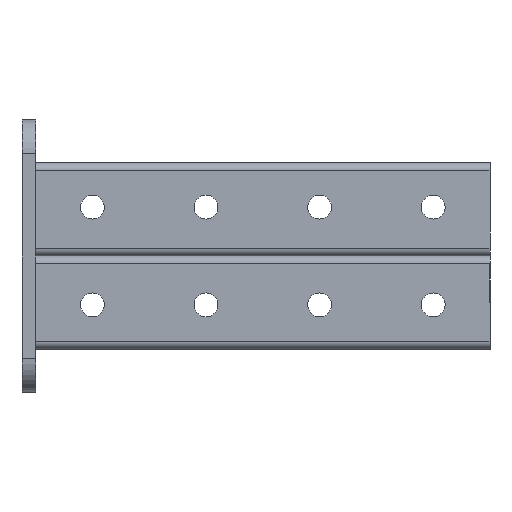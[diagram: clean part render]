
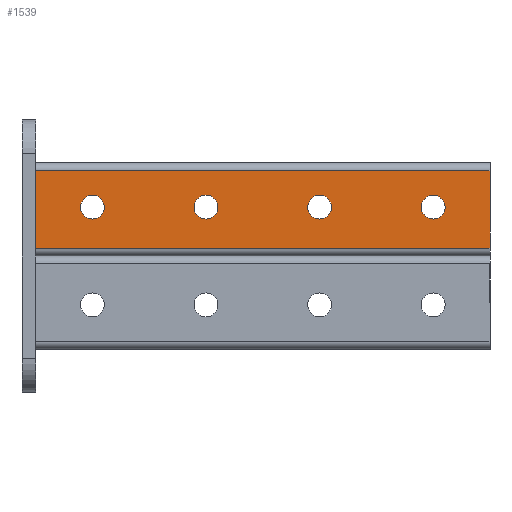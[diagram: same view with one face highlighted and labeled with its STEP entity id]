
A CAD part, left-side view. The second image highlights one B-rep face of the part: STEP entity #1539.
In plain terms, the highlighted planar face has unit normal (-1, 0, 0).
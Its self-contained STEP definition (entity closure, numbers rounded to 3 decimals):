
#148 = DIRECTION ( 'NONE',  ( 1., 0., 0. ) ) ;
#150 = DIRECTION ( 'NONE',  ( 0., -1., 0. ) ) ;
#154 = CARTESIAN_POINT ( 'NONE',  ( -20.5, -75., 21.5 ) ) ;
#198 = DIRECTION ( 'NONE',  ( 0., 1., 0. ) ) ;
#215 = DIRECTION ( 'NONE',  ( 0., 0., -1. ) ) ;
#260 = CARTESIAN_POINT ( 'NONE',  ( -20.5, -1500., 3.5 ) ) ;
#278 = CARTESIAN_POINT ( 'NONE',  ( -20.5, 75., 21.5 ) ) ;
#280 = DIRECTION ( 'NONE',  ( 1., 0., 0. ) ) ;
#281 = DIRECTION ( 'NONE',  ( 0., -1., 0. ) ) ;
#294 = CARTESIAN_POINT ( 'NONE',  ( -20.5, -100., -41. ) ) ;
#350 = CARTESIAN_POINT ( 'NONE',  ( -20.5, -100., 37.5 ) ) ;
#441 = CARTESIAN_POINT ( 'NONE',  ( -20.5, -100., 3.5 ) ) ;
#445 = CARTESIAN_POINT ( 'NONE',  ( -20.5, 100., 37.5 ) ) ;
#446 = CARTESIAN_POINT ( 'NONE',  ( -20.5, 100., 3.5 ) ) ;
#561 = DIRECTION ( 'NONE',  ( 0., 0., 1. ) ) ;
#568 = CARTESIAN_POINT ( 'NONE',  ( -20.5, 100., -41. ) ) ;
#583 = DIRECTION ( 'NONE',  ( 0., 1., 0. ) ) ;
#592 = CARTESIAN_POINT ( 'NONE',  ( -20.5, -1500., 37.5 ) ) ;
#759 = ORIENTED_EDGE ( 'NONE', *, *, #2108, .T. ) ;
#832 = ORIENTED_EDGE ( 'NONE', *, *, #1970, .T. ) ;
#928 = VERTEX_POINT ( 'NONE', #441 ) ;
#929 = VERTEX_POINT ( 'NONE', #446 ) ;
#1074 = VERTEX_POINT ( 'NONE', #445 ) ;
#1085 = VERTEX_POINT ( 'NONE', #350 ) ;
#1322 = FACE_BOUND ( 'NONE', #3240, .T. ) ;
#1324 = FACE_OUTER_BOUND ( 'NONE', #3242, .T. ) ;
#1326 = FACE_BOUND ( 'NONE', #4157, .T. ) ;
#1327 = FACE_BOUND ( 'NONE', #3228, .T. ) ;
#1328 = FACE_BOUND ( 'NONE', #3238, .T. ) ;
#1514 = CIRCLE ( 'NONE', #1866, 5.25 ) ;
#1539 = ADVANCED_FACE ( 'NONE', ( #1327, #1326, #1328, #1322, #1324 ), #2482, .F. ) ;
#1663 = EDGE_CURVE ( 'NONE', #2661, #2661, #1514, .T. ) ;
#1717 = AXIS2_PLACEMENT_3D ( 'NONE', #3017, #3016, #3015 ) ;
#1759 = AXIS2_PLACEMENT_3D ( 'NONE', #278, #280, #281 ) ;
#1866 = AXIS2_PLACEMENT_3D ( 'NONE', #154, #148, #150 ) ;
#1910 = AXIS2_PLACEMENT_3D ( 'NONE', #2496, #2408, #2506 ) ;
#1925 = AXIS2_PLACEMENT_3D ( 'NONE', #2841, #2756, #2878 ) ;
#1970 = EDGE_CURVE ( 'NONE', #2649, #2649, #3941, .T. ) ;
#2016 = EDGE_CURVE ( 'NONE', #2647, #2647, #3934, .T. ) ;
#2098 = EDGE_CURVE ( 'NONE', #928, #929, #3194, .T. ) ;
#2108 = EDGE_CURVE ( 'NONE', #2279, #2279, #3177, .T. ) ;
#2111 = EDGE_CURVE ( 'NONE', #1085, #928, #3170, .T. ) ;
#2165 = EDGE_CURVE ( 'NONE', #1085, #1074, #2910, .T. ) ;
#2167 = EDGE_CURVE ( 'NONE', #929, #1074, #2906, .T. ) ;
#2279 = VERTEX_POINT ( 'NONE', #2306 ) ;
#2306 = CARTESIAN_POINT ( 'NONE',  ( -20.5, 69.75, 21.5 ) ) ;
#2329 = CARTESIAN_POINT ( 'NONE',  ( -20.5, 19.75, 21.5 ) ) ;
#2342 = CARTESIAN_POINT ( 'NONE',  ( -20.5, -30.25, 21.5 ) ) ;
#2381 = CARTESIAN_POINT ( 'NONE',  ( -20.5, -80.25, 21.5 ) ) ;
#2408 = DIRECTION ( 'NONE',  ( 1., 0., 0. ) ) ;
#2482 = PLANE ( 'NONE',  #1910 ) ;
#2496 = CARTESIAN_POINT ( 'NONE',  ( -20.5, -1500., 37.5 ) ) ;
#2506 = DIRECTION ( 'NONE',  ( 0., 0., -1. ) ) ;
#2647 = VERTEX_POINT ( 'NONE', #2329 ) ;
#2649 = VERTEX_POINT ( 'NONE', #2342 ) ;
#2661 = VERTEX_POINT ( 'NONE', #2381 ) ;
#2756 = DIRECTION ( 'NONE',  ( 1., 0., 0. ) ) ;
#2841 = CARTESIAN_POINT ( 'NONE',  ( -20.5, 25., 21.5 ) ) ;
#2878 = DIRECTION ( 'NONE',  ( 0., -1., 0. ) ) ;
#2903 = VECTOR ( 'NONE', #561, 1000. ) ;
#2906 = LINE ( 'NONE', #568, #2903 ) ;
#2907 = VECTOR ( 'NONE', #583, 1000. ) ;
#2910 = LINE ( 'NONE', #592, #2907 ) ;
#3015 = DIRECTION ( 'NONE',  ( 0., -1., 0. ) ) ;
#3016 = DIRECTION ( 'NONE',  ( 1., 0., 0. ) ) ;
#3017 = CARTESIAN_POINT ( 'NONE',  ( -20.5, -25., 21.5 ) ) ;
#3168 = VECTOR ( 'NONE', #215, 1000. ) ;
#3170 = LINE ( 'NONE', #294, #3168 ) ;
#3177 = CIRCLE ( 'NONE', #1759, 5.25 ) ;
#3193 = VECTOR ( 'NONE', #198, 1000. ) ;
#3194 = LINE ( 'NONE', #260, #3193 ) ;
#3228 = EDGE_LOOP ( 'NONE', ( #832 ) ) ;
#3238 = EDGE_LOOP ( 'NONE', ( #4146 ) ) ;
#3240 = EDGE_LOOP ( 'NONE', ( #4125 ) ) ;
#3242 = EDGE_LOOP ( 'NONE', ( #4124, #4123, #4122, #4121 ) ) ;
#3934 = CIRCLE ( 'NONE', #1925, 5.25 ) ;
#3941 = CIRCLE ( 'NONE', #1717, 5.25 ) ;
#4121 = ORIENTED_EDGE ( 'NONE', *, *, #2165, .T. ) ;
#4122 = ORIENTED_EDGE ( 'NONE', *, *, #2111, .F. ) ;
#4123 = ORIENTED_EDGE ( 'NONE', *, *, #2098, .F. ) ;
#4124 = ORIENTED_EDGE ( 'NONE', *, *, #2167, .F. ) ;
#4125 = ORIENTED_EDGE ( 'NONE', *, *, #1663, .T. ) ;
#4146 = ORIENTED_EDGE ( 'NONE', *, *, #2016, .T. ) ;
#4157 = EDGE_LOOP ( 'NONE', ( #759 ) ) ;
